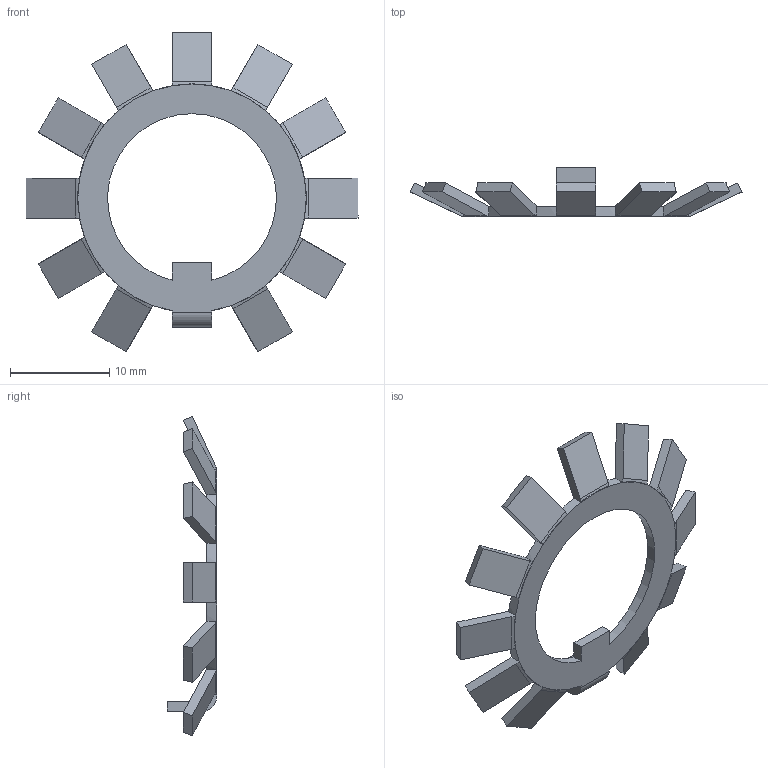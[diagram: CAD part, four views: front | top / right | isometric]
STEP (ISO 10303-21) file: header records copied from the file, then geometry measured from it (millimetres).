
FILE_DESCRIPTION (( 'STEP AP203' ), '1' );
FILE_NAME ('Rondelle frein de 17_Défaut_sldprt.STEP', '2017-12-12T20:32:40', ( '' ), ( '' ), 'SwSTEP 2.0', 'SolidWorks 2016', '' );
FILE_SCHEMA (( 'CONFIG_CONTROL_DESIGN' ));
Length unit declared in the file: millimetre
Products named in the file (1): Rondelle frein de 17_Défaut_sldprt
Bounding box: 33.42 x 5 x 32.18 mm (x, y, z)
Volume: 462.8 mm3; surface area: 1192 mm2
Topology: 1 solids, 1 shells, 91 faces, 267 edges, 178 vertices
Faces by surface type: plane 65, cylinder 26
Entity records: 3138 total; most frequent: CARTESIAN_POINT 592, ORIENTED_EDGE 534, DIRECTION 503, EDGE_CURVE 267, VECTOR 193, LINE 193, VERTEX_POINT 178, AXIS2_PLACEMENT_3D 155
